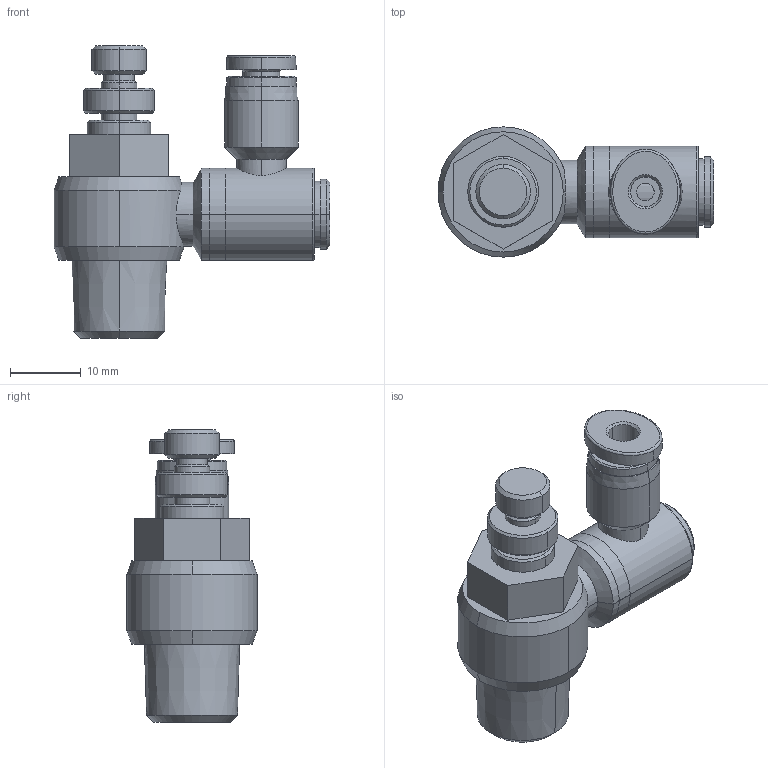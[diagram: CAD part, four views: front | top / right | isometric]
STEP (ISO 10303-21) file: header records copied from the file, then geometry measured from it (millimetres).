
FILE_DESCRIPTION((''),'2;1');
FILE_NAME('NSS 0402.stp','2017-07-22T11:40:37',(''),(''),'Mechanical Desktop 2009','Mechanical Desktop 2009',', , ');
FILE_SCHEMA(('CONFIG_CONTROL_DESIGN'));
Length unit declared in the file: millimetre
Products named in the file (4): NSS 0402; PART1; NSS 04F; ~PART1
Assembly tree (3 placements, depth 3):
  NSS 0402
    PART1
    NSS 04F
      ~PART1
Bounding box: 39 x 18.4 x 41.3 mm (x, y, z)
Volume: 9262.7 mm3; surface area: 5746.2 mm2
Topology: 4 solids, 4 shells, 130 faces, 282 edges, 176 vertices
Faces by surface type: cylinder 48, cone 40, plane 35, torus 4, bspline 3
Entity records: 4105 total; most frequent: CARTESIAN_POINT 1014, DIRECTION 684, ORIENTED_EDGE 564, AXIS2_PLACEMENT_3D 284, EDGE_CURVE 282, VERTEX_POINT 176, EDGE_LOOP 154, CIRCLE 150
